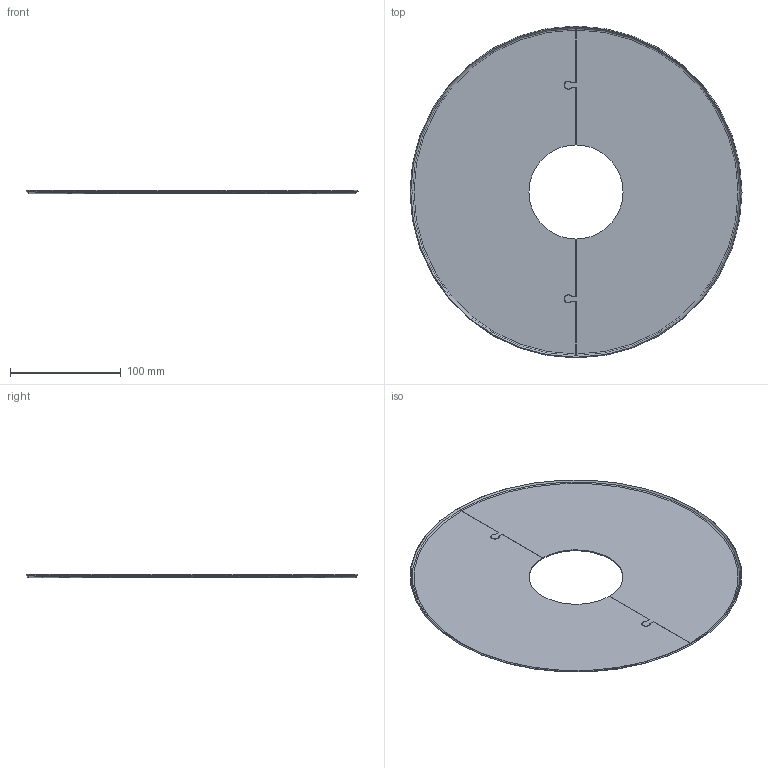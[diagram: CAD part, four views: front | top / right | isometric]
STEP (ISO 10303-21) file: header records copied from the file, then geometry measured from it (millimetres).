
FILE_DESCRIPTION(/* description */ (''),/* implementation_level */ '2;1');
FILE_NAME(/* name */ '16809.070X_3D.stp',/* time_stamp */ '2024-12-12T07:38:27+01:00',/* author */ ('CAD'),/* organization */ (''),/* preprocessor_version */ 'ST-DEVELOPER v20',/* originating_system */ 'AutoCAD Mechanical',/* authorisation */ '');
FILE_SCHEMA (('AUTOMOTIVE_DESIGN { 1 0 10303 214 3 1 1 }'));
Length unit declared in the file: millimetre
Products named in the file (1): Product
Bounding box: 300 x 300 x 3 mm (x, y, z)
Volume: 65331.3 mm3; surface area: 132386 mm2
Topology: 1 solids, 1 shells, 58 faces, 168 edges, 112 vertices
Faces by surface type: plane 26, cylinder 22, cone 6, torus 4
Entity records: 2029 total; most frequent: CARTESIAN_POINT 429, ORIENTED_EDGE 336, DIRECTION 334, EDGE_CURVE 168, AXIS2_PLACEMENT_3D 115, VERTEX_POINT 112, LINE 104, VECTOR 104
